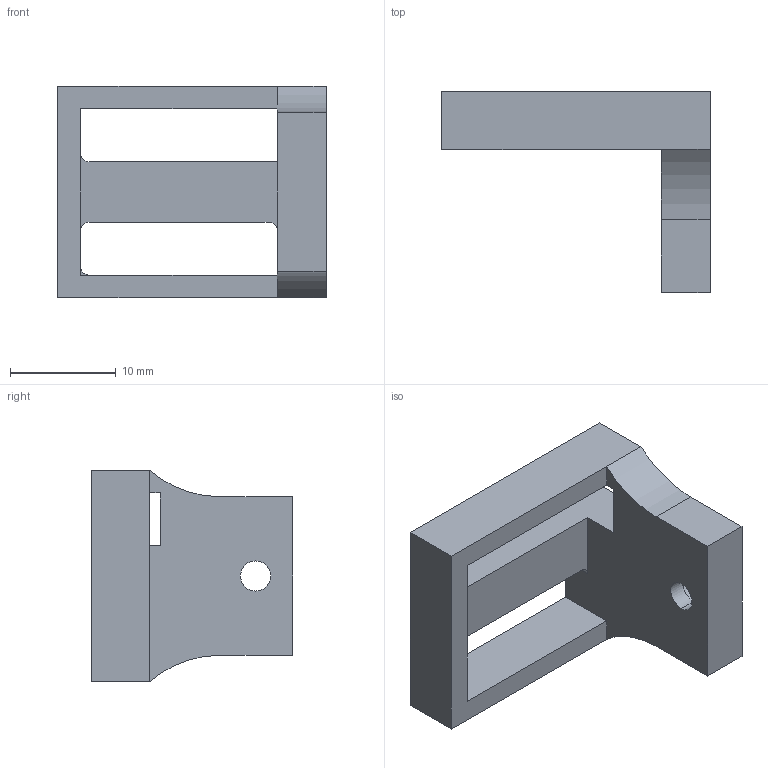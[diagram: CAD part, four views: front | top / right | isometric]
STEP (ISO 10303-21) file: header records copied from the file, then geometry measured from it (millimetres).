
FILE_DESCRIPTION (( 'STEP AP203' ), '1' );
FILE_NAME ('espHolder2.2.STEP', '2024-06-22T14:32:16', ( '' ), ( '' ), 'SwSTEP 2.0', 'SolidWorks 2023', '' );
FILE_SCHEMA (( 'CONFIG_CONTROL_DESIGN' ));
Length unit declared in the file: millimetre
Products named in the file (1): espHolder2.2
Bounding box: 25.35 x 19 x 20 mm (x, y, z)
Volume: 2250.5 mm3; surface area: 2173.4 mm2
Topology: 1 solids, 1 shells, 29 faces, 85 edges, 56 vertices
Faces by surface type: plane 19, cylinder 10
Entity records: 1052 total; most frequent: CARTESIAN_POINT 171, ORIENTED_EDGE 170, DIRECTION 165, EDGE_CURVE 85, LINE 65, VECTOR 65, VERTEX_POINT 56, AXIS2_PLACEMENT_3D 50
